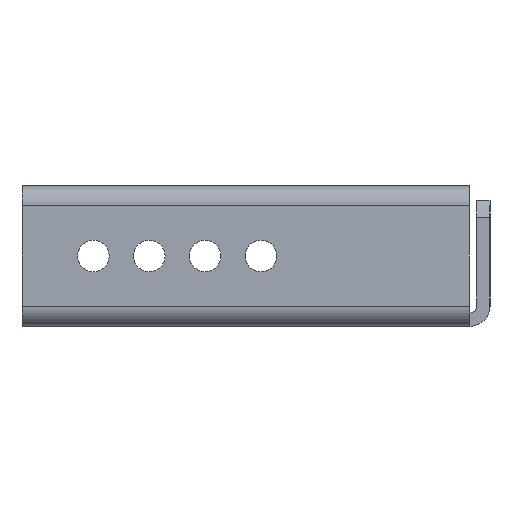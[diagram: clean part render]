
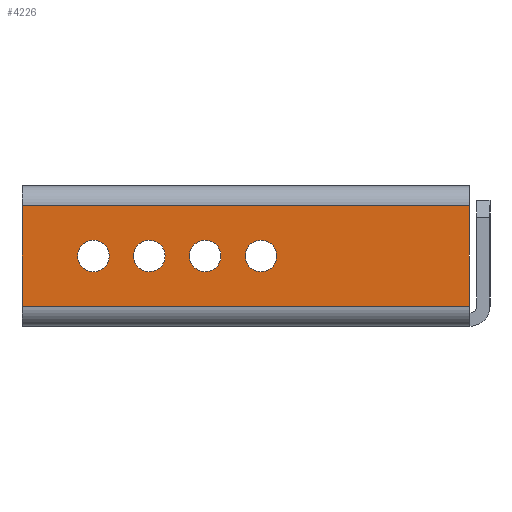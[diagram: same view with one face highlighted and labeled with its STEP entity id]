
A CAD part, left-side view. The second image highlights one B-rep face of the part: STEP entity #4226.
In plain terms, the highlighted planar face has unit normal (-1, 0, 0).
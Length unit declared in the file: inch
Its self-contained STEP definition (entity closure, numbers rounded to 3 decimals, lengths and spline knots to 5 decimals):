
#1231=CARTESIAN_POINT('',(-3.2985,1.455,0.4865));
#1232=VERTEX_POINT('',#1231);
#1241=CARTESIAN_POINT('',(-3.2985,1.455,0.7695));
#1242=VERTEX_POINT('',#1241);
#1243=CARTESIAN_POINT('',(-3.2985,1.455,0.628));
#1244=DIRECTION('',(1.0,0.0,0.0));
#1245=DIRECTION('',(0.0,0.0,-1.0));
#1246=AXIS2_PLACEMENT_3D('',#1243,#1244,#1245);
#1247=CIRCLE('',#1246,0.1415);
#1248=EDGE_CURVE('',#1242,#1232,#1247,.T.);
#1357=CARTESIAN_POINT('',(-3.2985,-0.045,0.4865));
#1358=VERTEX_POINT('',#1357);
#1367=CARTESIAN_POINT('',(-3.2985,-0.045,0.7695));
#1368=VERTEX_POINT('',#1367);
#1369=CARTESIAN_POINT('',(-3.2985,-0.045,0.628));
#1370=DIRECTION('',(1.0,0.0,0.0));
#1371=DIRECTION('',(0.0,0.0,-1.0));
#1372=AXIS2_PLACEMENT_3D('',#1369,#1370,#1371);
#1373=CIRCLE('',#1372,0.1415);
#1374=EDGE_CURVE('',#1368,#1358,#1373,.T.);
#1483=CARTESIAN_POINT('',(-3.2985,0.955,0.4865));
#1484=VERTEX_POINT('',#1483);
#1493=CARTESIAN_POINT('',(-3.2985,0.955,0.7695));
#1494=VERTEX_POINT('',#1493);
#1495=CARTESIAN_POINT('',(-3.2985,0.955,0.628));
#1496=DIRECTION('',(1.0,0.0,0.0));
#1497=DIRECTION('',(0.0,0.0,-1.0));
#1498=AXIS2_PLACEMENT_3D('',#1495,#1496,#1497);
#1499=CIRCLE('',#1498,0.1415);
#1500=EDGE_CURVE('',#1494,#1484,#1499,.T.);
#1609=CARTESIAN_POINT('',(-3.2985,0.455,0.4865));
#1610=VERTEX_POINT('',#1609);
#1619=CARTESIAN_POINT('',(-3.2985,0.455,0.7695));
#1620=VERTEX_POINT('',#1619);
#1621=CARTESIAN_POINT('',(-3.2985,0.455,0.628));
#1622=DIRECTION('',(1.0,0.0,0.0));
#1623=DIRECTION('',(0.0,0.0,-1.0));
#1624=AXIS2_PLACEMENT_3D('',#1621,#1622,#1623);
#1625=CIRCLE('',#1624,0.1415);
#1626=EDGE_CURVE('',#1620,#1610,#1625,.T.);
#1997=CARTESIAN_POINT('',(-3.2985,-1.907,1.076));
#1998=VERTEX_POINT('',#1997);
#2006=CARTESIAN_POINT('',(-3.2985,-1.907,0.18));
#2007=VERTEX_POINT('',#2006);
#2008=CARTESIAN_POINT('',(-3.2985,-1.907,0.18));
#2009=DIRECTION('',(0.0,0.0,1.0));
#2010=VECTOR('',#2009,0.896);
#2011=LINE('',#2008,#2010);
#2012=EDGE_CURVE('',#2007,#1998,#2011,.T.);
#2864=CARTESIAN_POINT('',(-3.2985,2.093,0.18));
#2865=VERTEX_POINT('',#2864);
#2873=CARTESIAN_POINT('',(-3.2985,2.093,1.076));
#2874=VERTEX_POINT('',#2873);
#2875=CARTESIAN_POINT('',(-3.2985,2.093,1.076));
#2876=DIRECTION('',(0.0,0.0,-1.0));
#2877=VECTOR('',#2876,0.896);
#2878=LINE('',#2875,#2877);
#2879=EDGE_CURVE('',#2874,#2865,#2878,.T.);
#3013=CARTESIAN_POINT('',(-3.2985,0.455,0.628));
#3014=DIRECTION('',(1.0,0.0,0.0));
#3015=DIRECTION('',(0.0,0.0,-1.0));
#3016=AXIS2_PLACEMENT_3D('',#3013,#3014,#3015);
#3017=CIRCLE('',#3016,0.1415);
#3018=EDGE_CURVE('',#1610,#1620,#3017,.T.);
#3103=CARTESIAN_POINT('',(-3.2985,0.955,0.628));
#3104=DIRECTION('',(1.0,0.0,0.0));
#3105=DIRECTION('',(0.0,0.0,-1.0));
#3106=AXIS2_PLACEMENT_3D('',#3103,#3104,#3105);
#3107=CIRCLE('',#3106,0.1415);
#3108=EDGE_CURVE('',#1484,#1494,#3107,.T.);
#3193=CARTESIAN_POINT('',(-3.2985,-0.045,0.628));
#3194=DIRECTION('',(1.0,0.0,0.0));
#3195=DIRECTION('',(0.0,0.0,-1.0));
#3196=AXIS2_PLACEMENT_3D('',#3193,#3194,#3195);
#3197=CIRCLE('',#3196,0.1415);
#3198=EDGE_CURVE('',#1358,#1368,#3197,.T.);
#3283=CARTESIAN_POINT('',(-3.2985,1.455,0.628));
#3284=DIRECTION('',(1.0,0.0,0.0));
#3285=DIRECTION('',(0.0,0.0,-1.0));
#3286=AXIS2_PLACEMENT_3D('',#3283,#3284,#3285);
#3287=CIRCLE('',#3286,0.1415);
#3288=EDGE_CURVE('',#1232,#1242,#3287,.T.);
#4028=CARTESIAN_POINT('',(-3.2985,-1.907,1.076));
#4029=DIRECTION('',(0.0,1.0,0.0));
#4030=VECTOR('',#4029,4.0);
#4031=LINE('',#4028,#4030);
#4032=EDGE_CURVE('',#1998,#2874,#4031,.T.);
#4170=CARTESIAN_POINT('',(-3.2985,2.093,0.18));
#4171=DIRECTION('',(0.0,-1.0,0.0));
#4172=VECTOR('',#4171,4.0);
#4173=LINE('',#4170,#4172);
#4174=EDGE_CURVE('',#2865,#2007,#4173,.T.);
#4199=CARTESIAN_POINT('',(-3.2985,0.093,0.628));
#4200=DIRECTION('',(1.0,0.0,0.0));
#4201=DIRECTION('',(0.0,0.0,-1.0));
#4202=AXIS2_PLACEMENT_3D('',#4199,#4200,#4201);
#4203=PLANE('',#4202);
#4204=ORIENTED_EDGE('',*,*,#4032,.T.);
#4205=ORIENTED_EDGE('',*,*,#2879,.T.);
#4206=ORIENTED_EDGE('',*,*,#4174,.T.);
#4207=ORIENTED_EDGE('',*,*,#2012,.T.);
#4208=EDGE_LOOP('',(#4204,#4205,#4206,#4207));
#4209=FACE_OUTER_BOUND('',#4208,.T.);
#4210=ORIENTED_EDGE('',*,*,#1626,.T.);
#4211=ORIENTED_EDGE('',*,*,#3018,.T.);
#4212=EDGE_LOOP('',(#4210,#4211));
#4213=FACE_BOUND('',#4212,.T.);
#4214=ORIENTED_EDGE('',*,*,#1500,.T.);
#4215=ORIENTED_EDGE('',*,*,#3108,.T.);
#4216=EDGE_LOOP('',(#4214,#4215));
#4217=FACE_BOUND('',#4216,.T.);
#4218=ORIENTED_EDGE('',*,*,#1374,.T.);
#4219=ORIENTED_EDGE('',*,*,#3198,.T.);
#4220=EDGE_LOOP('',(#4218,#4219));
#4221=FACE_BOUND('',#4220,.T.);
#4222=ORIENTED_EDGE('',*,*,#1248,.T.);
#4223=ORIENTED_EDGE('',*,*,#3288,.T.);
#4224=EDGE_LOOP('',(#4222,#4223));
#4225=FACE_BOUND('',#4224,.T.);
#4226=ADVANCED_FACE('',(#4209,#4213,#4217,#4221,#4225),#4203,.F.);
